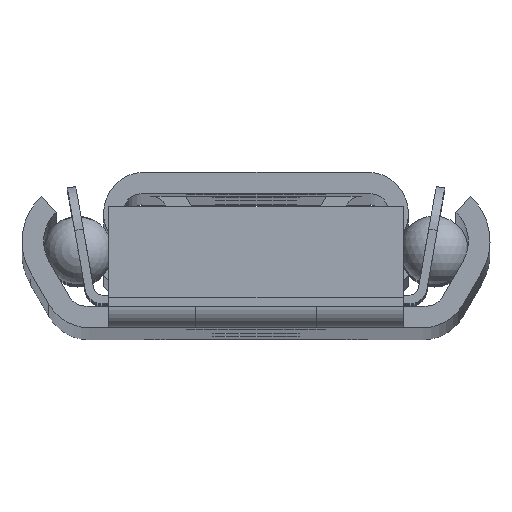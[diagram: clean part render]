
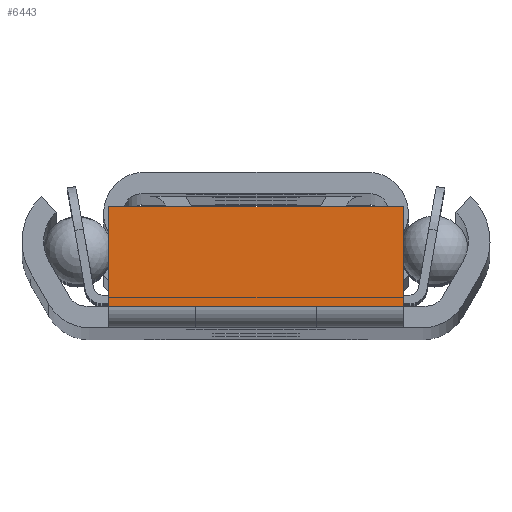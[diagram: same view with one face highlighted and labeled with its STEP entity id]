
A CAD part, top view. The second image highlights one B-rep face of the part: STEP entity #6443.
In plain terms, the highlighted face is planar.
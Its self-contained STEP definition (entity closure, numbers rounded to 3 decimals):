
#918=FACE_OUTER_BOUND('',#1316,.T.);
#1316=EDGE_LOOP('',(#5706,#5707,#5708,#5709));
#1909=LINE('',#10679,#2536);
#1911=LINE('',#10684,#2538);
#1913=LINE('',#10688,#2540);
#1914=LINE('',#10689,#2541);
#2536=VECTOR('',#8734,5.75);
#2538=VECTOR('',#8738,17.);
#2540=VECTOR('',#8742,5.75);
#2541=VECTOR('',#8743,17.);
#3169=VERTEX_POINT('',#10671);
#3172=VERTEX_POINT('',#10677);
#3174=VERTEX_POINT('',#10682);
#3175=VERTEX_POINT('',#10687);
#4035=EDGE_CURVE('',#3169,#3172,#1909,.T.);
#4037=EDGE_CURVE('',#3172,#3174,#1911,.T.);
#4039=EDGE_CURVE('',#3174,#3175,#1913,.T.);
#4040=EDGE_CURVE('',#3169,#3175,#1914,.T.);
#5706=ORIENTED_EDGE('',*,*,#4039,.T.);
#5707=ORIENTED_EDGE('',*,*,#4040,.F.);
#5708=ORIENTED_EDGE('',*,*,#4035,.T.);
#5709=ORIENTED_EDGE('',*,*,#4037,.T.);
#6141=PLANE('',#7033);
#6443=ADVANCED_FACE('',(#918),#6141,.T.);
#7033=AXIS2_PLACEMENT_3D('',#10686,#8740,#8741);
#8734=DIRECTION('',(0.,1.,0.));
#8738=DIRECTION('',(1.,0.,0.));
#8740=DIRECTION('center_axis',(0.,0.,-1.));
#8741=DIRECTION('ref_axis',(-1.,0.,0.));
#8742=DIRECTION('',(0.,-1.,0.));
#8743=DIRECTION('',(1.,0.,0.));
#10671=CARTESIAN_POINT('',(-8.5,1.25,-399.25));
#10677=CARTESIAN_POINT('',(-8.5,7.,-399.25));
#10679=CARTESIAN_POINT('',(-8.5,1.25,-399.25));
#10682=CARTESIAN_POINT('',(8.5,7.,-399.25));
#10684=CARTESIAN_POINT('',(0.,7.,-399.25));
#10686=CARTESIAN_POINT('Origin',(0.,7.,-399.25));
#10687=CARTESIAN_POINT('',(8.5,1.25,-399.25));
#10688=CARTESIAN_POINT('',(8.5,1.25,-399.25));
#10689=CARTESIAN_POINT('',(0.,1.25,-399.25));
